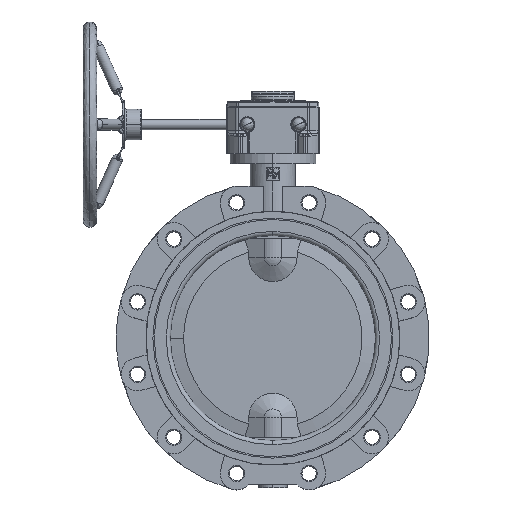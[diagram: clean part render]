
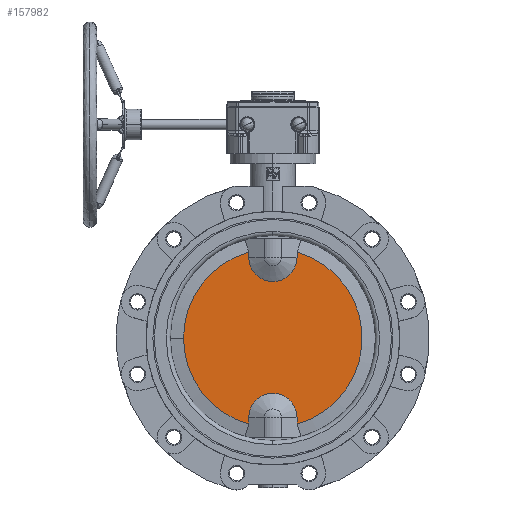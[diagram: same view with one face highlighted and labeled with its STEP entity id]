
A CAD part, top view. The second image highlights one B-rep face of the part: STEP entity #157982.
In plain terms, the highlighted planar face has unit normal (0, 0, 1).
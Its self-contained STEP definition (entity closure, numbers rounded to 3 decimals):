
#6080 = CARTESIAN_POINT ( 'NONE',  ( -35.278, 0., 8.5 ) ) ;
#7351 = AXIS2_PLACEMENT_3D ( 'NONE', #87267, #61343, #161387 ) ;
#7734 = EDGE_CURVE ( 'NONE', #72803, #10812, #72274, .T. ) ;
#10429 = CARTESIAN_POINT ( 'NONE',  ( 35.278, 125.744, 8.5 ) ) ;
#10812 = VERTEX_POINT ( 'NONE', #10429 ) ;
#12737 = VECTOR ( 'NONE', #15271, 1000. ) ;
#14323 = AXIS2_PLACEMENT_3D ( 'NONE', #77353, #64121, #26606 ) ;
#15271 = DIRECTION ( 'NONE',  ( 0., 1., 0. ) ) ;
#16451 = VERTEX_POINT ( 'NONE', #136471 ) ;
#19009 = CIRCLE ( 'NONE', #148895, 130.598 ) ;
#19390 = DIRECTION ( 'NONE',  ( 0., 1., 0. ) ) ;
#20690 = LINE ( 'NONE', #52275, #12737 ) ;
#23476 = CARTESIAN_POINT ( 'NONE',  ( -35.278, 0., 8.5 ) ) ;
#24680 = EDGE_CURVE ( 'NONE', #122642, #16451, #20690, .T. ) ;
#26606 = DIRECTION ( 'NONE',  ( -1., 0., 0. ) ) ;
#27916 = ORIENTED_EDGE ( 'NONE', *, *, #7734, .F. ) ;
#30059 = EDGE_CURVE ( 'NONE', #122642, #10812, #61432, .T. ) ;
#38093 = CARTESIAN_POINT ( 'NONE',  ( -35.278, 118., 8.5 ) ) ;
#38215 = DIRECTION ( 'NONE',  ( 0., 0., 1. ) ) ;
#41277 = ORIENTED_EDGE ( 'NONE', *, *, #128405, .T. ) ;
#45390 = DIRECTION ( 'NONE',  ( 0., 0., 1. ) ) ;
#52275 = CARTESIAN_POINT ( 'NONE',  ( 35.278, 0., 8.5 ) ) ;
#52442 = VERTEX_POINT ( 'NONE', #38093 ) ;
#53500 = VECTOR ( 'NONE', #137197, 1000. ) ;
#56733 = CARTESIAN_POINT ( 'NONE',  ( 0., 0., 8.5 ) ) ;
#56876 = CIRCLE ( 'NONE', #81112, 35.278 ) ;
#59508 = FACE_OUTER_BOUND ( 'NONE', #111451, .T. ) ;
#61343 = DIRECTION ( 'NONE',  ( 0., 0., -1. ) ) ;
#61432 = CIRCLE ( 'NONE', #63518, 130.598 ) ;
#61676 = ORIENTED_EDGE ( 'NONE', *, *, #75615, .T. ) ;
#63518 = AXIS2_PLACEMENT_3D ( 'NONE', #56733, #145104, #69420 ) ;
#64121 = DIRECTION ( 'NONE',  ( 0., 0., 1. ) ) ;
#65527 = VERTEX_POINT ( 'NONE', #101839 ) ;
#68113 = AXIS2_PLACEMENT_3D ( 'NONE', #107003, #132874, #95882 ) ;
#69420 = DIRECTION ( 'NONE',  ( 1., 0., 0. ) ) ;
#71005 = ORIENTED_EDGE ( 'NONE', *, *, #24680, .F. ) ;
#72274 = LINE ( 'NONE', #148193, #105931 ) ;
#72803 = VERTEX_POINT ( 'NONE', #75232 ) ;
#75232 = CARTESIAN_POINT ( 'NONE',  ( 35.278, 118., 8.5 ) ) ;
#75472 = CIRCLE ( 'NONE', #68113, 130.598 ) ;
#75615 = EDGE_CURVE ( 'NONE', #79282, #148811, #75472, .T. ) ;
#77315 = DIRECTION ( 'NONE',  ( 1., 0., 0. ) ) ;
#77353 = CARTESIAN_POINT ( 'NONE',  ( 0., 118., 8.5 ) ) ;
#77703 = CIRCLE ( 'NONE', #14323, 35.278 ) ;
#79282 = VERTEX_POINT ( 'NONE', #81468 ) ;
#81112 = AXIS2_PLACEMENT_3D ( 'NONE', #145364, #45390, #108360 ) ;
#81468 = CARTESIAN_POINT ( 'NONE',  ( -130.598, 0., 8.5 ) ) ;
#85226 = CARTESIAN_POINT ( 'NONE',  ( -35.278, -116., 8.5 ) ) ;
#87267 = CARTESIAN_POINT ( 'NONE',  ( -130.598, 0., 8.5 ) ) ;
#95877 = VECTOR ( 'NONE', #19390, 1000. ) ;
#95882 = DIRECTION ( 'NONE',  ( 1., 0., 0. ) ) ;
#99018 = DIRECTION ( 'NONE',  ( 0., 1., 0. ) ) ;
#99061 = CARTESIAN_POINT ( 'NONE',  ( 35.278, -125.744, 8.5 ) ) ;
#100923 = CARTESIAN_POINT ( 'NONE',  ( -35.278, -125.744, 8.5 ) ) ;
#101839 = CARTESIAN_POINT ( 'NONE',  ( -35.278, 125.744, 8.5 ) ) ;
#103997 = ORIENTED_EDGE ( 'NONE', *, *, #160530, .T. ) ;
#105931 = VECTOR ( 'NONE', #99018, 1000. ) ;
#107003 = CARTESIAN_POINT ( 'NONE',  ( 0., 0., 8.5 ) ) ;
#108360 = DIRECTION ( 'NONE',  ( -1., 0., 0. ) ) ;
#110037 = EDGE_CURVE ( 'NONE', #16451, #130688, #56876, .T. ) ;
#110865 = ORIENTED_EDGE ( 'NONE', *, *, #110037, .F. ) ;
#111451 = EDGE_LOOP ( 'NONE', ( #71005, #130731, #27916, #111513, #158844, #41277, #61676, #103997, #110865 ) ) ;
#111513 = ORIENTED_EDGE ( 'NONE', *, *, #137830, .F. ) ;
#122642 = VERTEX_POINT ( 'NONE', #99061 ) ;
#128405 = EDGE_CURVE ( 'NONE', #65527, #79282, #19009, .T. ) ;
#129444 = LINE ( 'NONE', #6080, #95877 ) ;
#130688 = VERTEX_POINT ( 'NONE', #85226 ) ;
#130731 = ORIENTED_EDGE ( 'NONE', *, *, #30059, .T. ) ;
#132874 = DIRECTION ( 'NONE',  ( 0., 0., 1. ) ) ;
#136471 = CARTESIAN_POINT ( 'NONE',  ( 35.278, -116., 8.5 ) ) ;
#136997 = PLANE ( 'NONE',  #7351 ) ;
#137197 = DIRECTION ( 'NONE',  ( 0., 1., 0. ) ) ;
#137830 = EDGE_CURVE ( 'NONE', #52442, #72803, #77703, .T. ) ;
#139105 = EDGE_CURVE ( 'NONE', #52442, #65527, #146411, .T. ) ;
#145104 = DIRECTION ( 'NONE',  ( 0., 0., 1. ) ) ;
#145364 = CARTESIAN_POINT ( 'NONE',  ( 0., -116., 8.5 ) ) ;
#146411 = LINE ( 'NONE', #23476, #53500 ) ;
#148193 = CARTESIAN_POINT ( 'NONE',  ( 35.278, 0., 8.5 ) ) ;
#148811 = VERTEX_POINT ( 'NONE', #100923 ) ;
#148895 = AXIS2_PLACEMENT_3D ( 'NONE', #158716, #38215, #77315 ) ;
#157982 = ADVANCED_FACE ( 'NONE', ( #59508 ), #136997, .F. ) ;
#158716 = CARTESIAN_POINT ( 'NONE',  ( 0., 0., 8.5 ) ) ;
#158844 = ORIENTED_EDGE ( 'NONE', *, *, #139105, .T. ) ;
#160530 = EDGE_CURVE ( 'NONE', #148811, #130688, #129444, .T. ) ;
#161387 = DIRECTION ( 'NONE',  ( -1., 0., 0. ) ) ;
